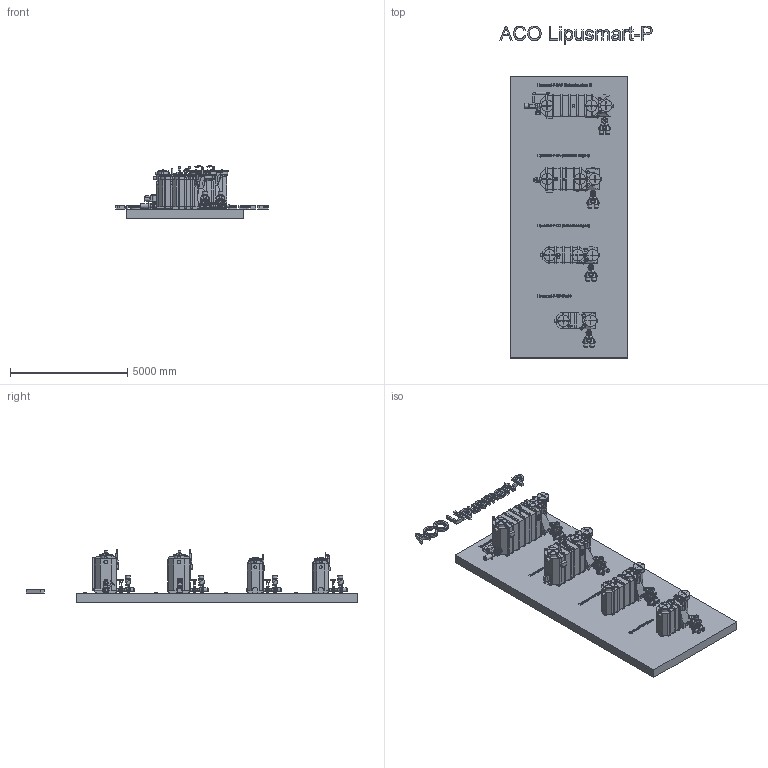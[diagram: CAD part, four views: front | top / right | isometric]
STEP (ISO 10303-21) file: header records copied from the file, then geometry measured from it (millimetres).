
FILE_DESCRIPTION(/* description */ (''),/* implementation_level */ '2;1');
FILE_NAME(/* name */ 'ACOLipusmart-P.step',/* time_stamp */ '2024-03-12T15:15:15+01:00',/* author */ ('ndmes'),/* organization */ (''),/* preprocessor_version */ 'ST-DEVELOPER v18.1',/* originating_system */ 'Autodesk Inventor 2022',/* authorisation */ '');
FILE_SCHEMA (('CONFIG_CONTROL_DESIGN'));
Products named in the file (283): ACOLipusmart-P; ACOLipusmart-P_1; ACOLipusmart-P_1_1; ACOLipusmart-P_2; ACOLipusmart-P_3; ACOLipusmart-P_4; ACOLipusmart-P_5; ACOLipusmart-P_6; ACOLipusmart-P_7; ACOLipusmart-P_8; ACOLipusmart-P_9; ACOLipusmart-P_10; ACOLipusmart-P_11; ACOLipusmart-P_12; ACOLipusmart-P_13; ACOLipusmart-P_14; ACOLipusmart-P_15; ACOLipusmart-P_16; ACOLipusmart-P_17; ACOLipusmart-P_18; ACOLipusmart-P_19; ACOLipusmart-P_20; ACOLipusmart-P_21; ACOLipusmart-P_22; ACOLipusmart-P_23; ACOLipusmart-P_24; ACOLipusmart-P_25; ACOLipusmart-P_26; ACOLipusmart-P_27; ACOLipusmart-P_28; ACOLipusmart-P_29; ACOLipusmart-P_30; ACOLipusmart-P_31; ACOLipusmart-P_32; ACOLipusmart-P_33; ACOLipusmart-P_34; ACOLipusmart-P_35; ACOLipusmart-P_36; ACOLipusmart-P_37; ACOLipusmart-P_38 ...
Assembly tree (282 placements, depth 2):
  ACOLipusmart-P
    ACOLipusmart-P_1
    ACOLipusmart-P_1_1
    ACOLipusmart-P_2
    ACOLipusmart-P_3
    ACOLipusmart-P_4
    ACOLipusmart-P_5
    ACOLipusmart-P_6
    ACOLipusmart-P_7
    ACOLipusmart-P_8
    ACOLipusmart-P_9
    ACOLipusmart-P_10
    ACOLipusmart-P_11
    ACOLipusmart-P_12
    ACOLipusmart-P_13
    ACOLipusmart-P_14
    ACOLipusmart-P_15
    ACOLipusmart-P_16
    ACOLipusmart-P_17
    ACOLipusmart-P_18
    ACOLipusmart-P_19
    ACOLipusmart-P_20
    ACOLipusmart-P_21
    ACOLipusmart-P_22
    ACOLipusmart-P_23
    ACOLipusmart-P_24
    ACOLipusmart-P_25
    ACOLipusmart-P_26
    ACOLipusmart-P_27
    ACOLipusmart-P_28
    ACOLipusmart-P_29
    ACOLipusmart-P_30
    ACOLipusmart-P_31
    ACOLipusmart-P_32
    ACOLipusmart-P_33
    ACOLipusmart-P_34
    ACOLipusmart-P_35
    ACOLipusmart-P_36
    ACOLipusmart-P_37
    ACOLipusmart-P_38
    ACOLipusmart-P_39
    ACOLipusmart-P_40
    ACOLipusmart-P_41
    ACOLipusmart-P_42
    ACOLipusmart-P_43
    ACOLipusmart-P_44
    ACOLipusmart-P_45
    ACOLipusmart-P_46
    ACOLipusmart-P_47
    ACOLipusmart-P_48
    ACOLipusmart-P_49
    ACOLipusmart-P_50
    ACOLipusmart-P_51
    ACOLipusmart-P_52
    ACOLipusmart-P_53
    ACOLipusmart-P_54
    ACOLipusmart-P_55
    ACOLipusmart-P_56
    ACOLipusmart-P_57
    ACOLipusmart-P_58
Bounding box: 6521.37 x 14169.16 x 2259.87 mm (x, y, z)
Volume: 37064796569.3 mm3; surface area: 304996448.1 mm2
Topology: 450 solids, 450 shells, 5932 faces, 14641 edges, 9631 vertices
Faces by surface type: plane 5129, cylinder 684, bspline 66, torus 45, cone 8
Full cylindrical faces by diameter (mm): 7 x3, 10 x8, 13.005 x16, 13.968 x4, 16 x2, 16.432 x2, 18 x1, 18.568 x8, 19 x1, 20 x22, 20.527 x8, 22 x1, 24 x5, 25 x2, 25.498 x8, 25.5 x1, 26.9 x4, 26.904 x8, 26.905 x4, 27.082 x8, 29 x4, 29.85 x1, 30 x7, 32.5 x1, 32.935 x4, 33 x12, 33.368 x8, 33.968 x2, 35 x12, 35.248 x4
Entity records: 192878 total; most frequent: CARTESIAN_POINT 37436, DIRECTION 29255, ORIENTED_EDGE 29234, EDGE_CURVE 14617, LINE 12537, VECTOR 12537, VERTEX_POINT 9631, AXIS2_PLACEMENT_3D 8359
